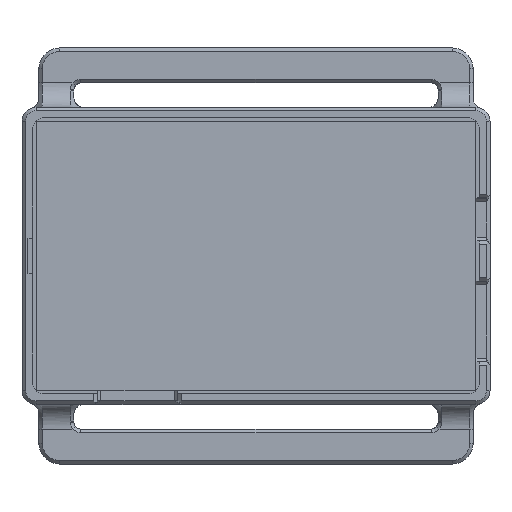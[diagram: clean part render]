
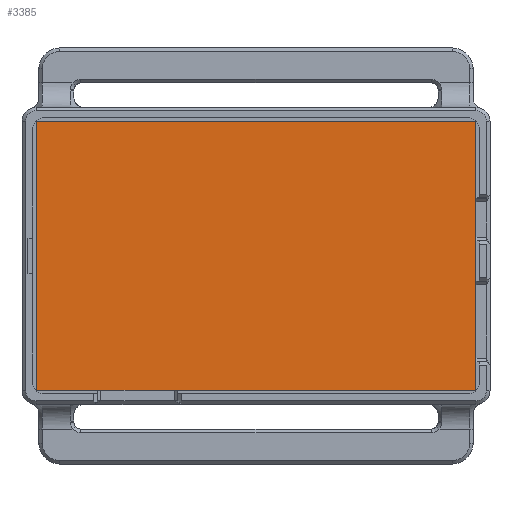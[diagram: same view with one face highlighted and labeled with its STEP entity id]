
A CAD part, top view. The second image highlights one B-rep face of the part: STEP entity #3385.
In plain terms, the highlighted planar face has unit normal (0, 0, 1).
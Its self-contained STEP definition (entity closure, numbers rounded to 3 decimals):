
#406=FACE_OUTER_BOUND('',#595,.T.);
#595=EDGE_LOOP('',(#3081,#3082,#3083,#3084));
#940=LINE('',#6022,#1299);
#951=LINE('',#6044,#1310);
#952=LINE('',#6047,#1311);
#954=LINE('',#6050,#1313);
#1299=VECTOR('',#4481,10.);
#1310=VECTOR('',#4508,10.);
#1311=VECTOR('',#4511,10.);
#1313=VECTOR('',#4515,10.);
#1612=VERTEX_POINT('',#6019);
#1613=VERTEX_POINT('',#6021);
#1616=VERTEX_POINT('',#6042);
#1617=VERTEX_POINT('',#6046);
#2092=EDGE_CURVE('',#1612,#1613,#940,.T.);
#2103=EDGE_CURVE('',#1616,#1612,#951,.T.);
#2104=EDGE_CURVE('',#1613,#1617,#952,.T.);
#2106=EDGE_CURVE('',#1617,#1616,#954,.T.);
#3081=ORIENTED_EDGE('',*,*,#2106,.F.);
#3082=ORIENTED_EDGE('',*,*,#2104,.F.);
#3083=ORIENTED_EDGE('',*,*,#2092,.F.);
#3084=ORIENTED_EDGE('',*,*,#2103,.F.);
#3200=PLANE('',#3651);
#3385=ADVANCED_FACE('',(#406),#3200,.F.);
#3651=AXIS2_PLACEMENT_3D('',#6051,#4516,#4517);
#4481=DIRECTION('',(-1.,0.,0.));
#4508=DIRECTION('',(0.,-1.,0.));
#4511=DIRECTION('',(0.,1.,0.));
#4515=DIRECTION('',(1.,0.,0.));
#4516=DIRECTION('center_axis',(0.,0.,-1.));
#4517=DIRECTION('ref_axis',(-1.,0.,0.));
#6019=CARTESIAN_POINT('',(-175.,-19.2,1.6));
#6021=CARTESIAN_POINT('',(-237.8,-19.2,1.6));
#6022=CARTESIAN_POINT('',(-175.,-19.2,1.6));
#6042=CARTESIAN_POINT('',(-175.,19.2,1.6));
#6044=CARTESIAN_POINT('',(-175.,19.2,1.6));
#6046=CARTESIAN_POINT('',(-237.8,19.2,1.6));
#6047=CARTESIAN_POINT('',(-237.8,-19.2,1.6));
#6050=CARTESIAN_POINT('',(-237.8,19.2,1.6));
#6051=CARTESIAN_POINT('Origin',(-206.4,0.,1.6));
